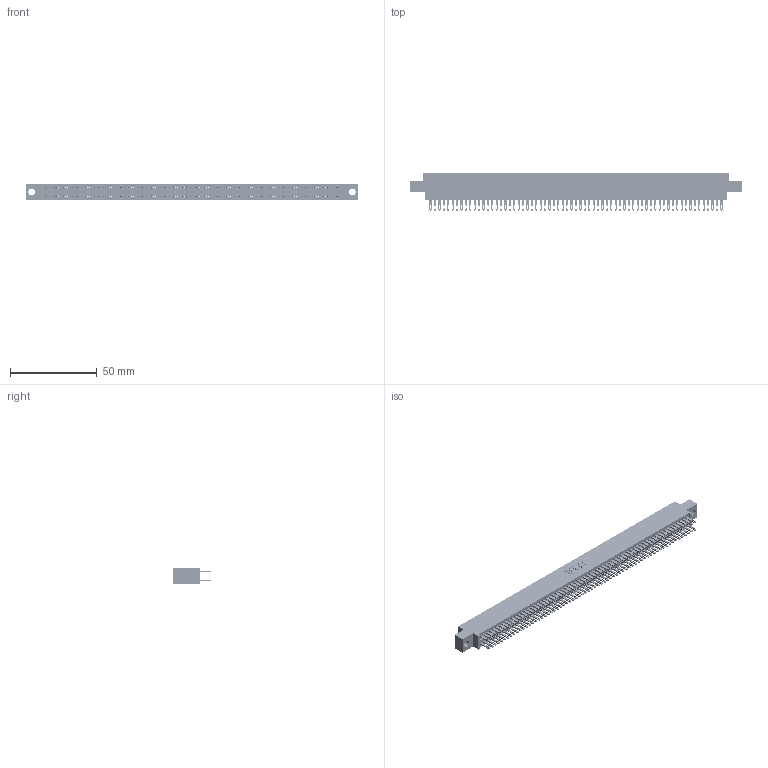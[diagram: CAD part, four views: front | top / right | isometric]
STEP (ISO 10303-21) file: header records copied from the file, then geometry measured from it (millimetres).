
FILE_DESCRIPTION (( 'STEP AP203' ), '1' );
FILE_NAME ('895-134-500-804.STEP', '2020-10-13T18:08:42', ( '' ), ( '' ), 'SwSTEP 2.0', 'SolidWorks 2020', '' );
FILE_SCHEMA (( 'CONFIG_CONTROL_DESIGN' ));
Length unit declared in the file: inch
Products named in the file (3): 845 Part_0.170 Offset - 0.156 Dia-TH; 895-134-500-804; 345-292-001_345-293-100
Assembly tree (135 placements, depth 2):
  895-134-500-804
    845 Part_0.170 Offset - 0.156 Dia-TH
    345-292-001_345-293-100  x134
Bounding box: 191.39 x 21.51 x 9.4 mm (x, y, z)
Volume: 19032 mm3; surface area: 29942.1 mm2
Topology: 135 solids, 135 shells, 6294 faces, 19247 edges, 12830 vertices
Faces by surface type: plane 3702, cylinder 2592
Entity records: 49269 total; most frequent: CARTESIAN_POINT 8236, ORIENTED_EDGE 8170, DIRECTION 7233, EDGE_CURVE 4085, LINE 3681, VECTOR 3681, VERTEX_POINT 2722, AXIS2_PLACEMENT_3D 1776
